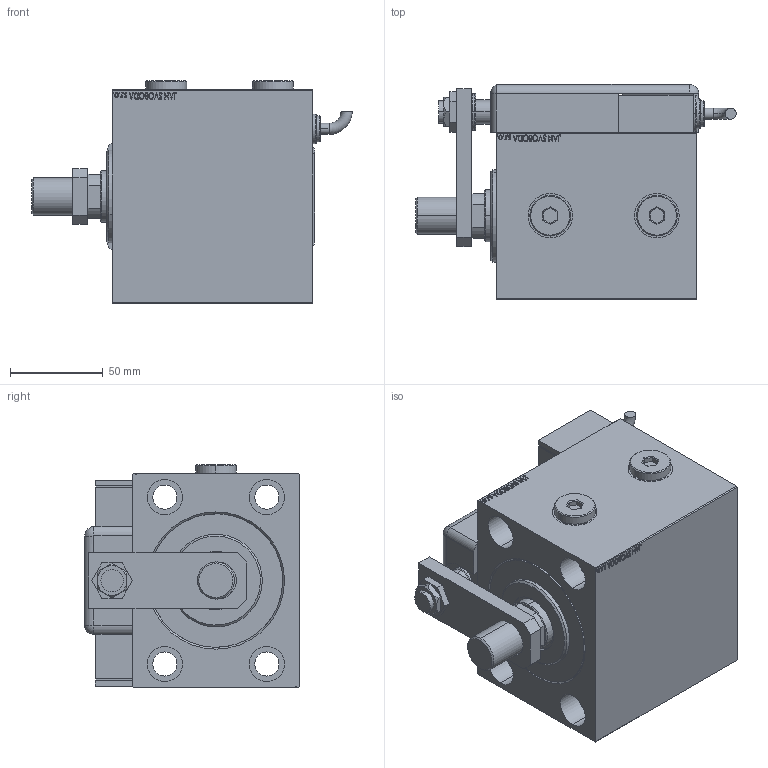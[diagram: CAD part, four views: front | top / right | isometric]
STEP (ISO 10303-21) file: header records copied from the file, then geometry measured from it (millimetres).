
FILE_DESCRIPTION (( 'STEP AP203' ), '1' );
FILE_NAME ('eeab.STEP', '2024-02-11T13:32:48', ( '' ), ( '' ), 'SwSTEP 2.0', 'SolidWorks 2019', '' );
FILE_SCHEMA (( 'CONFIG_CONTROL_DESIGN' ));
Length unit declared in the file: millimetre
Products named in the file (15): KRYT 9c49eb51b15483d2bdfbf9675a23fcfe; ZARAZKA_Q 9c49eb51b15483d2bdfbf9675a23fcfe; Zatka_OIL_PORT 9c49eb51b15483d2bdfbf9675a23fcfe; V450CM_C_VCP 9c49eb51b15483d2bdfbf9675a23fcfe; V450CM_C_Body 9c49eb51b15483d2bdfbf9675a23fcfe; SWITCH DIM A_G 9c49eb51b15483d2bdfbf9675a23fcfe; TYC 9c49eb51b15483d2bdfbf9675a23fcfe; MAGNETIC SWITCH Q 9c49eb51b15483d2bdfbf9675a23fcfe; NUT_D13 9c49eb51b15483d2bdfbf9675a23fcfe; SWITCH Q 9c49eb51b15483d2bdfbf9675a23fcfe; NUT_D19 9c49eb51b15483d2bdfbf9675a23fcfe; V450CM_MALE_METRIC 9c49eb51b15483d2bdfbf9675a23fcfe; SWITCH_Q_FRONT_BACK 9c49eb51b15483d2bdfbf9675a23fcfe; eeab; V450CM_VC_B 9c49eb51b15483d2bdfbf9675a23fcfe
Assembly tree (16 placements, depth 3):
  eeab
    V450CM_C_Body 9c49eb51b15483d2bdfbf9675a23fcfe
    V450CM_C_VCP 9c49eb51b15483d2bdfbf9675a23fcfe
    V450CM_VC_B 9c49eb51b15483d2bdfbf9675a23fcfe
    V450CM_MALE_METRIC 9c49eb51b15483d2bdfbf9675a23fcfe
    MAGNETIC SWITCH Q 9c49eb51b15483d2bdfbf9675a23fcfe
      SWITCH_Q_FRONT_BACK 9c49eb51b15483d2bdfbf9675a23fcfe
      TYC 9c49eb51b15483d2bdfbf9675a23fcfe
      ZARAZKA_Q 9c49eb51b15483d2bdfbf9675a23fcfe
      SWITCH DIM A_G 9c49eb51b15483d2bdfbf9675a23fcfe
      NUT_D19 9c49eb51b15483d2bdfbf9675a23fcfe
      NUT_D13 9c49eb51b15483d2bdfbf9675a23fcfe
      KRYT 9c49eb51b15483d2bdfbf9675a23fcfe
      SWITCH Q 9c49eb51b15483d2bdfbf9675a23fcfe  x2
    Zatka_OIL_PORT 9c49eb51b15483d2bdfbf9675a23fcfe  x2
Bounding box: 172.76 x 115.8 x 119.9 mm (x, y, z)
Volume: 1122477.7 mm3; surface area: 200992.8 mm2
Topology: 16 solids, 16 shells, 1317 faces, 3312 edges, 2179 vertices
Faces by surface type: plane 653, bspline 471, cylinder 137, cone 30, torus 24, sphere 2
Entity records: 61559 total; most frequent: CARTESIAN_POINT 32570, ORIENTED_EDGE 6348, DIRECTION 4134, EDGE_CURVE 3174, VERTEX_POINT 2095, VECTOR 1884, LINE 1884, EDGE_LOOP 1441
